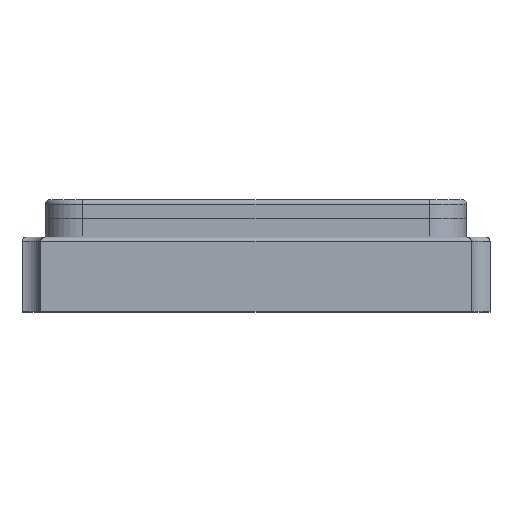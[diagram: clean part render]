
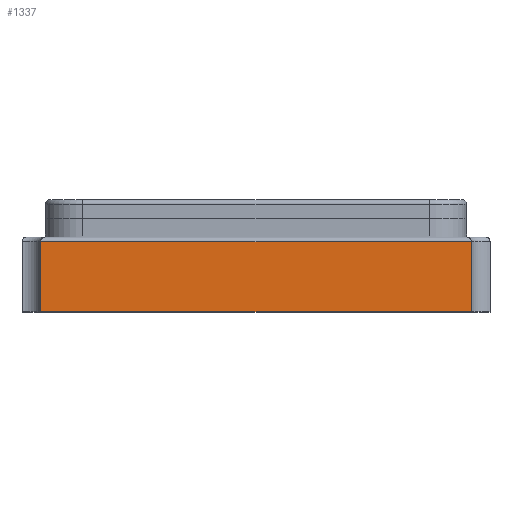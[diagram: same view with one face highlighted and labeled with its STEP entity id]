
A CAD part, top view. The second image highlights one B-rep face of the part: STEP entity #1337.
In plain terms, the highlighted planar face has unit normal (0, 0, 1).
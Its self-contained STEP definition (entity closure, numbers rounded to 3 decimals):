
#21 = CARTESIAN_POINT ( 'NONE',  ( 2.3, 0.75, 1.6 ) ) ;
#24 = FACE_OUTER_BOUND ( 'NONE', #1048, .T. ) ;
#47 = EDGE_CURVE ( 'NONE', #742, #1019, #705, .T. ) ;
#53 = VECTOR ( 'NONE', #1995, 1000. ) ;
#122 = DIRECTION ( 'NONE',  ( -1., 0., 0. ) ) ;
#216 = VECTOR ( 'NONE', #2713, 1000. ) ;
#324 = DIRECTION ( 'NONE',  ( 1., 0., 0. ) ) ;
#503 = VECTOR ( 'NONE', #122, 1000. ) ;
#554 = CARTESIAN_POINT ( 'NONE',  ( -2.3, 0., 1.6 ) ) ;
#640 = ORIENTED_EDGE ( 'NONE', *, *, #971, .T. ) ;
#645 = LINE ( 'NONE', #2211, #53 ) ;
#705 = LINE ( 'NONE', #2076, #216 ) ;
#742 = VERTEX_POINT ( 'NONE', #2473 ) ;
#825 = LINE ( 'NONE', #2721, #1039 ) ;
#971 = EDGE_CURVE ( 'NONE', #2800, #742, #991, .T. ) ;
#991 = LINE ( 'NONE', #2765, #503 ) ;
#1019 = VERTEX_POINT ( 'NONE', #554 ) ;
#1039 = VECTOR ( 'NONE', #324, 1000. ) ;
#1048 = EDGE_LOOP ( 'NONE', ( #1256, #640, #1626, #1561 ) ) ;
#1152 = PLANE ( 'NONE',  #2063 ) ;
#1196 = EDGE_CURVE ( 'NONE', #2445, #2800, #645, .T. ) ;
#1256 = ORIENTED_EDGE ( 'NONE', *, *, #1196, .T. ) ;
#1337 = ADVANCED_FACE ( 'NONE', ( #24 ), #1152, .F. ) ;
#1536 = EDGE_CURVE ( 'NONE', #1019, #2445, #825, .T. ) ;
#1561 = ORIENTED_EDGE ( 'NONE', *, *, #1536, .T. ) ;
#1626 = ORIENTED_EDGE ( 'NONE', *, *, #47, .T. ) ;
#1654 = CARTESIAN_POINT ( 'NONE',  ( 2.3, 0., 1.6 ) ) ;
#1808 = DIRECTION ( 'NONE',  ( 0., 0., -1. ) ) ;
#1841 = CARTESIAN_POINT ( 'NONE',  ( 2.5, 0.8, 1.6 ) ) ;
#1995 = DIRECTION ( 'NONE',  ( 0., 1., 0. ) ) ;
#2063 = AXIS2_PLACEMENT_3D ( 'NONE', #1841, #1808, #2683 ) ;
#2076 = CARTESIAN_POINT ( 'NONE',  ( -2.3, 0., 1.6 ) ) ;
#2211 = CARTESIAN_POINT ( 'NONE',  ( 2.3, 0., 1.6 ) ) ;
#2445 = VERTEX_POINT ( 'NONE', #1654 ) ;
#2473 = CARTESIAN_POINT ( 'NONE',  ( -2.3, 0.75, 1.6 ) ) ;
#2683 = DIRECTION ( 'NONE',  ( -1., 0., 0. ) ) ;
#2713 = DIRECTION ( 'NONE',  ( 0., -1., 0. ) ) ;
#2721 = CARTESIAN_POINT ( 'NONE',  ( 2.5, 0., 1.6 ) ) ;
#2765 = CARTESIAN_POINT ( 'NONE',  ( -2.3, 0.75, 1.6 ) ) ;
#2800 = VERTEX_POINT ( 'NONE', #21 ) ;
